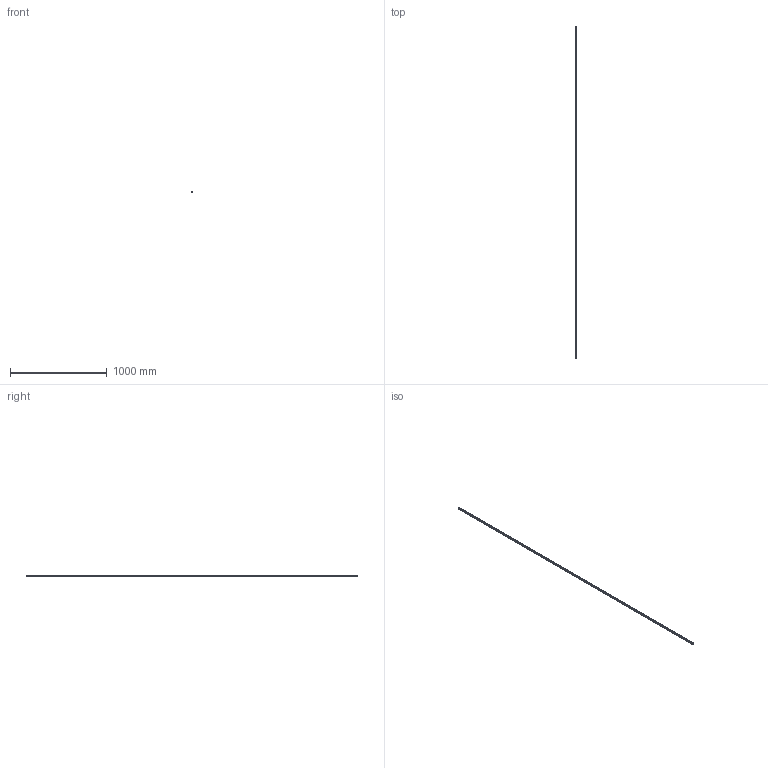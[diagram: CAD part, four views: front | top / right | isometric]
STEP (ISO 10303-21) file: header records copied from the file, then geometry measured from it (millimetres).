
FILE_DESCRIPTION(('STEP AP214'),'1');
FILE_NAME('cctmp_9C178D7F-7943-4DB0-9247-8F8E49660A31_2021_01_19_14_52_01_0309..stp','2021-01-19T13:52:01',('HIWIN GmbH'),('CADClick - www.CADClick.com'),'Spatial InterOp 3D',' ','unknown authorization');
FILE_SCHEMA(('AUTOMOTIVE_DESIGN'));
Length unit declared in the file: millimetre
Products named in the file (1): HGR15T3430C_FILE
Bounding box: 15 x 3430 x 15 mm (x, y, z)
Volume: 643874.8 mm3; surface area: 217491.1 mm2
Topology: 1 solids, 1 shells, 343 faces, 897 edges, 503 vertices
Faces by surface type: cylinder 140, cone 114, plane 89
Entity records: 12409 total; most frequent: DIRECTION 1751, CARTESIAN_POINT 1630, ORIENTED_EDGE 1566, EDGE_CURVE 783, AXIS2_PLACEMENT_3D 624, VERTEX_POINT 503, LINE 503, VECTOR 503
